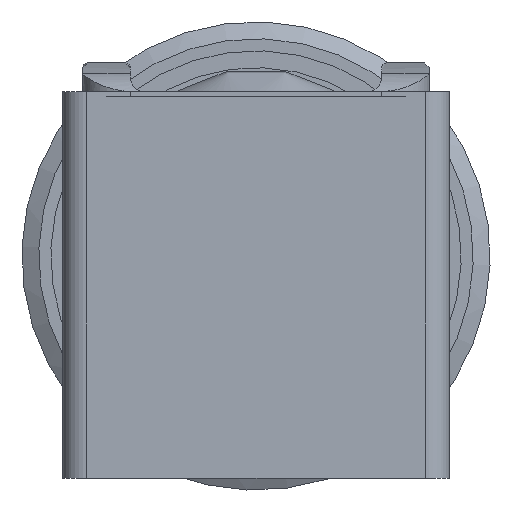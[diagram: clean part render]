
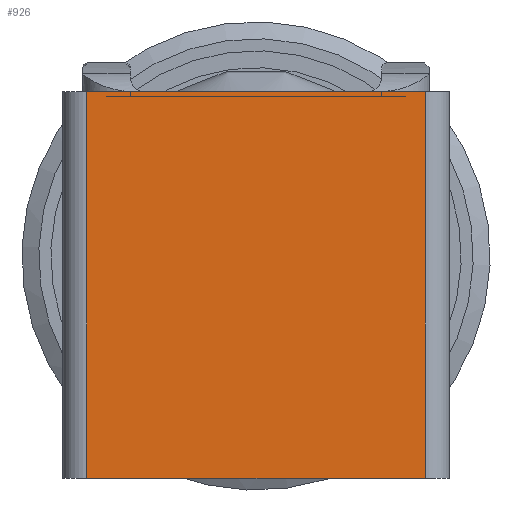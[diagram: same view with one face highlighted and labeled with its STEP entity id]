
A CAD part, left-side view. The second image highlights one B-rep face of the part: STEP entity #926.
In plain terms, the highlighted planar face has unit normal (-1, 0, 0).
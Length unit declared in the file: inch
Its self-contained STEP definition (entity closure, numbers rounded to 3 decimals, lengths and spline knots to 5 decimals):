
#25 = DIRECTION ( 'NONE',  ( 1., 0., 0. ) ) ;
#206 = ORIENTED_EDGE ( 'NONE', *, *, #2555, .F. ) ;
#393 = LINE ( 'NONE', #3391, #4100 ) ;
#636 = ORIENTED_EDGE ( 'NONE', *, *, #2400, .F. ) ;
#641 = CARTESIAN_POINT ( 'NONE',  ( 0., -0.1378, 0.15748 ) ) ;
#675 = VECTOR ( 'NONE', #2147, 39.37008 ) ;
#725 = VECTOR ( 'NONE', #1371, 39.37008 ) ;
#899 = VECTOR ( 'NONE', #2468, 39.37008 ) ;
#926 = ADVANCED_FACE ( 'NONE', ( #1123 ), #3433, .F. ) ;
#992 = EDGE_LOOP ( 'NONE', ( #4297, #206, #636, #2217 ) ) ;
#1043 = LINE ( 'NONE', #4729, #899 ) ;
#1044 = CARTESIAN_POINT ( 'NONE',  ( 0., -0.1378, 0.15748 ) ) ;
#1123 = FACE_OUTER_BOUND ( 'NONE', #992, .T. ) ;
#1141 = CARTESIAN_POINT ( 'NONE',  ( 0., -0.1378, -0.15748 ) ) ;
#1209 = CARTESIAN_POINT ( 'NONE',  ( 0., 0.1378, 0.15748 ) ) ;
#1371 = DIRECTION ( 'NONE',  ( 0., 0., -1. ) ) ;
#1429 = VERTEX_POINT ( 'NONE', #4324 ) ;
#1439 = EDGE_CURVE ( 'NONE', #3328, #3969, #2516, .T. ) ;
#1519 = AXIS2_PLACEMENT_3D ( 'NONE', #4490, #25, #4469 ) ;
#1795 = CARTESIAN_POINT ( 'NONE',  ( 0., 0.1378, 0.15748 ) ) ;
#2105 = LINE ( 'NONE', #1795, #675 ) ;
#2147 = DIRECTION ( 'NONE',  ( 0., -1., 0. ) ) ;
#2217 = ORIENTED_EDGE ( 'NONE', *, *, #4280, .T. ) ;
#2400 = EDGE_CURVE ( 'NONE', #1429, #3368, #1043, .T. ) ;
#2468 = DIRECTION ( 'NONE',  ( 0., 0., 1. ) ) ;
#2516 = LINE ( 'NONE', #641, #725 ) ;
#2555 = EDGE_CURVE ( 'NONE', #3368, #3328, #2105, .T. ) ;
#3328 = VERTEX_POINT ( 'NONE', #1044 ) ;
#3368 = VERTEX_POINT ( 'NONE', #1209 ) ;
#3391 = CARTESIAN_POINT ( 'NONE',  ( 0., -0.1378, -0.15748 ) ) ;
#3433 = PLANE ( 'NONE',  #1519 ) ;
#3710 = DIRECTION ( 'NONE',  ( 0., -1., 0. ) ) ;
#3969 = VERTEX_POINT ( 'NONE', #1141 ) ;
#4100 = VECTOR ( 'NONE', #3710, 39.37008 ) ;
#4280 = EDGE_CURVE ( 'NONE', #1429, #3969, #393, .T. ) ;
#4297 = ORIENTED_EDGE ( 'NONE', *, *, #1439, .F. ) ;
#4324 = CARTESIAN_POINT ( 'NONE',  ( 0., 0.1378, -0.15748 ) ) ;
#4469 = DIRECTION ( 'NONE',  ( 0., 0., -1. ) ) ;
#4490 = CARTESIAN_POINT ( 'NONE',  ( 0., 0.1378, 0.15748 ) ) ;
#4729 = CARTESIAN_POINT ( 'NONE',  ( 0., 0.1378, 0.15748 ) ) ;
